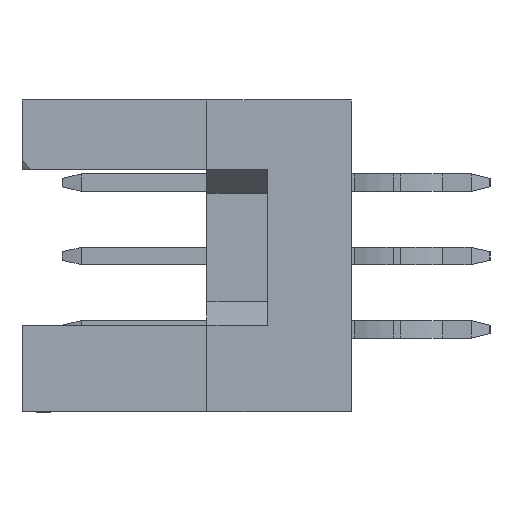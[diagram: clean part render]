
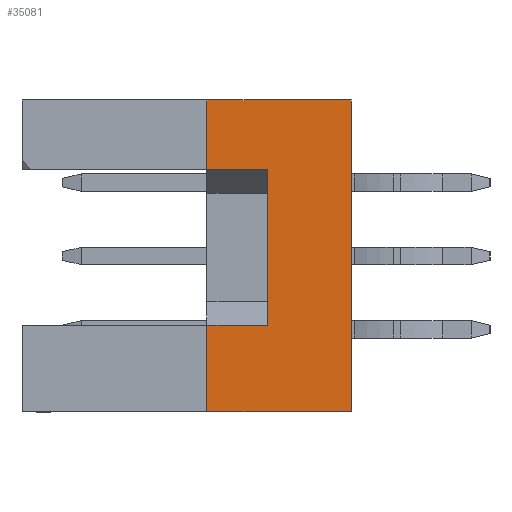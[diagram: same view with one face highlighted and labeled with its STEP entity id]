
A CAD part, left-side view. The second image highlights one B-rep face of the part: STEP entity #35081.
In plain terms, the highlighted planar face has unit normal (-1, 0, 0).
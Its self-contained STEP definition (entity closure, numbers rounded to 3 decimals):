
#73=DIRECTION('',(0.,0.,1.));
#74=VECTOR('',#73,10.8);
#75=CARTESIAN_POINT('',(-26.9,0.,-5.4));
#76=LINE('',#75,#74);
#77=DIRECTION('',(0.,-1.,0.));
#78=VECTOR('',#77,5.);
#79=CARTESIAN_POINT('',(-26.9,5.,-5.4));
#80=LINE('',#79,#78);
#81=DIRECTION('',(0.,-1.,0.));
#82=VECTOR('',#81,2.1);
#83=CARTESIAN_POINT('',(-26.9,5.,3.));
#84=LINE('',#83,#82);
#85=DIRECTION('',(0.,0.,1.));
#86=VECTOR('',#85,5.4);
#87=CARTESIAN_POINT('',(-26.9,2.9,-2.4));
#88=LINE('',#87,#86);
#121=DIRECTION('',(0.,1.,0.));
#122=VECTOR('',#121,2.1);
#123=CARTESIAN_POINT('',(-26.9,2.9,-2.4));
#124=LINE('',#123,#122);
#228=DIRECTION('',(0.,0.,-1.));
#229=VECTOR('',#228,2.4);
#230=CARTESIAN_POINT('',(-26.9,5.,5.4));
#231=LINE('',#230,#229);
#248=DIRECTION('',(0.,0.,-1.));
#249=VECTOR('',#248,3.);
#250=CARTESIAN_POINT('',(-26.9,5.,-2.4));
#251=LINE('',#250,#249);
#1585=DIRECTION('',(0.,-1.,0.));
#1586=VECTOR('',#1585,5.);
#1587=CARTESIAN_POINT('',(-26.9,5.,5.4));
#1588=LINE('',#1587,#1586);
#31837=CARTESIAN_POINT('',(-26.9,0.,-5.4));
#31838=VERTEX_POINT('',#31837);
#31839=CARTESIAN_POINT('',(-26.9,5.,-5.4));
#31840=VERTEX_POINT('',#31839);
#32285=CARTESIAN_POINT('',(-26.9,0.,5.4));
#32286=VERTEX_POINT('',#32285);
#32307=CARTESIAN_POINT('',(-26.9,5.,3.));
#32308=CARTESIAN_POINT('',(-26.9,2.9,3.));
#32309=VERTEX_POINT('',#32307);
#32310=VERTEX_POINT('',#32308);
#32311=CARTESIAN_POINT('',(-26.9,5.,5.4));
#32312=VERTEX_POINT('',#32311);
#32313=CARTESIAN_POINT('',(-26.9,5.,-2.4));
#32314=VERTEX_POINT('',#32313);
#32315=CARTESIAN_POINT('',(-26.9,2.9,-2.4));
#32316=VERTEX_POINT('',#32315);
#35060=CARTESIAN_POINT('',(-26.9,2.5,0.));
#35061=DIRECTION('',(1.,0.,0.));
#35062=DIRECTION('',(0.,-1.,0.));
#35063=AXIS2_PLACEMENT_3D('',#35060,#35061,#35062);
#35064=PLANE('',#35063);
#35066=ORIENTED_EDGE('',*,*,#35065,.F.);
#35068=ORIENTED_EDGE('',*,*,#35067,.F.);
#35070=ORIENTED_EDGE('',*,*,#35069,.T.);
#35071=ORIENTED_EDGE('',*,*,#35031,.F.);
#35072=ORIENTED_EDGE('',*,*,#34448,.F.);
#35074=ORIENTED_EDGE('',*,*,#35073,.F.);
#35076=ORIENTED_EDGE('',*,*,#35075,.F.);
#35078=ORIENTED_EDGE('',*,*,#35077,.T.);
#35079=EDGE_LOOP('',(#35066,#35068,#35070,#35071,#35072,#35074,#35076,#35078));
#35080=FACE_OUTER_BOUND('',#35079,.F.);
#34448=EDGE_CURVE('',#31840,#31838,#80,.T.);
#35031=EDGE_CURVE('',#31838,#32286,#76,.T.);
#35065=EDGE_CURVE('',#32309,#32310,#84,.T.);
#35067=EDGE_CURVE('',#32312,#32309,#231,.T.);
#35069=EDGE_CURVE('',#32312,#32286,#1588,.T.);
#35073=EDGE_CURVE('',#32314,#31840,#251,.T.);
#35075=EDGE_CURVE('',#32316,#32314,#124,.T.);
#35077=EDGE_CURVE('',#32316,#32310,#88,.T.);
#35081=ADVANCED_FACE('',(#35080),#35064,.F.);
